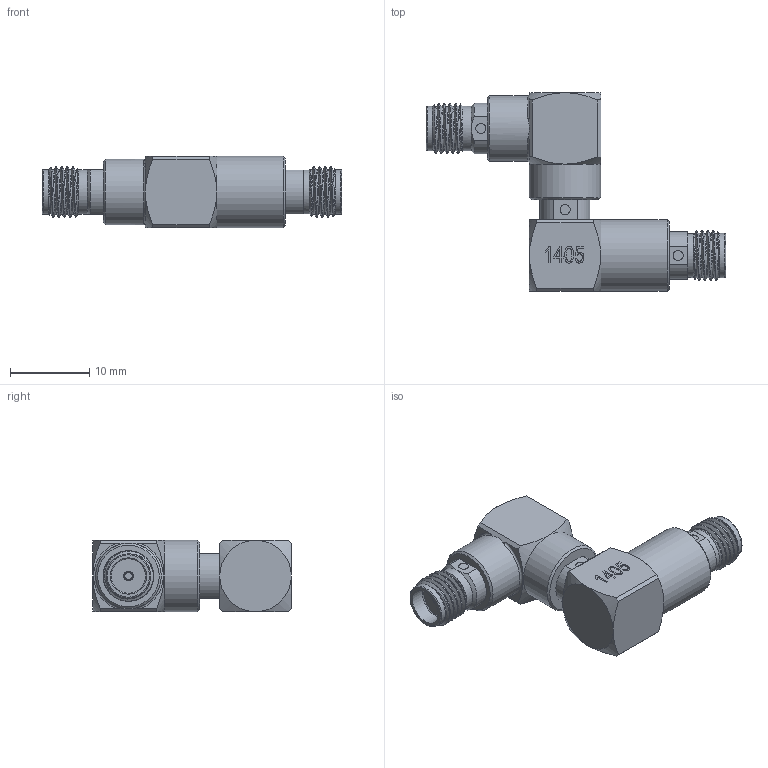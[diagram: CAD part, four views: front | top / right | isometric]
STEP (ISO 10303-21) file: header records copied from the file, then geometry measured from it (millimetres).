
FILE_DESCRIPTION (( 'STEP AP203' ), '1' );
FILE_NAME ('FMAD1405_3D.step', '2022-01-29T03:00:32', ( '' ), ( '' ), 'SwSTEP 2.0', 'SolidWorks 2021', '' );
FILE_SCHEMA (( 'CONFIG_CONTROL_DESIGN' ));
Length unit declared in the file: inch
Products named in the file (1): FMAD1405_3D
Bounding box: 37.65 x 24.99 x 9 mm (x, y, z)
Volume: 2948.5 mm3; surface area: 1817.1 mm2
Topology: 1 solids, 1 shells, 171 faces, 420 edges, 268 vertices
Faces by surface type: plane 87, cone 31, bspline 25, cylinder 24, torus 4
Full cylindrical faces by diameter (mm): 0.94 x2, 1.194 x2, 1.27 x3, 4.572 x2, 5.526 x1, 5.582 x3, 8.255 x1, 9 x2
Entity records: 9762 total; most frequent: CARTESIAN_POINT 6084, ORIENTED_EDGE 774, DIRECTION 633, EDGE_CURVE 387, VERTEX_POINT 259, AXIS2_PLACEMENT_3D 231, EDGE_LOOP 212, FACE_OUTER_BOUND 189
